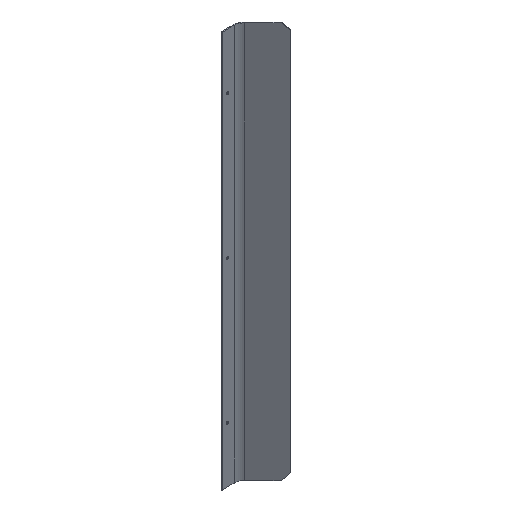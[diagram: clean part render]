
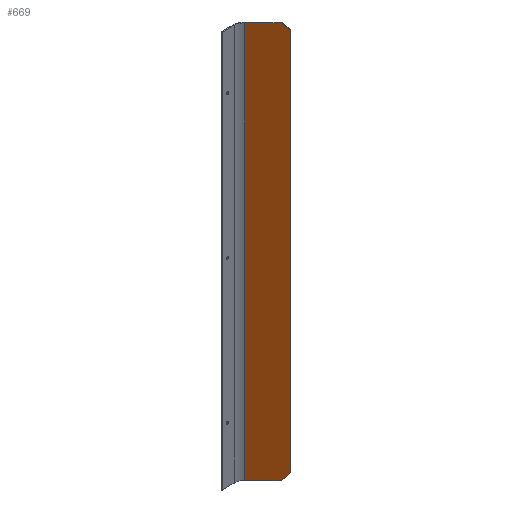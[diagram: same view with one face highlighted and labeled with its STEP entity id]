
A CAD part, isometric view. The second image highlights one B-rep face of the part: STEP entity #669.
In plain terms, the highlighted planar face has unit normal (-0.707, -0.707, 0).
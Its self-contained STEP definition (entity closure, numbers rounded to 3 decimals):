
#16=DIRECTION('',(0.707,-0.707,0.));
#17=VECTOR('',#16,74.279);
#18=CARTESIAN_POINT('',(56.213,-8.787,0.));
#19=LINE('',#18,#17);
#181=DIRECTION('',(0.707,-0.707,0.));
#182=VECTOR('',#181,74.279);
#183=CARTESIAN_POINT('',(56.213,-8.787,1140.));
#184=LINE('',#183,#182);
#226=DIRECTION('',(0.,0.,-1.));
#227=VECTOR('',#226,1102.);
#228=CARTESIAN_POINT('',(122.172,-74.745,1121.));
#229=LINE('',#228,#227);
#230=DIRECTION('',(0.5,-0.5,0.707));
#231=VECTOR('',#230,26.87);
#232=CARTESIAN_POINT('',(108.737,-61.31,0.));
#233=LINE('',#232,#231);
#234=DIRECTION('',(0.,0.,1.));
#235=VECTOR('',#234,1140.);
#236=CARTESIAN_POINT('',(56.213,-8.787,0.));
#237=LINE('',#236,#235);
#238=DIRECTION('',(-0.5,0.5,0.707));
#239=VECTOR('',#238,26.87);
#240=CARTESIAN_POINT('',(122.172,-74.745,1121.));
#241=LINE('',#240,#239);
#287=CARTESIAN_POINT('',(56.213,-8.787,0.));
#289=VERTEX_POINT('',#287);
#291=CARTESIAN_POINT('',(56.213,-8.787,1140.));
#293=VERTEX_POINT('',#291);
#302=CARTESIAN_POINT('',(122.172,-74.745,1121.));
#303=CARTESIAN_POINT('',(122.172,-74.745,19.));
#304=VERTEX_POINT('',#302);
#305=VERTEX_POINT('',#303);
#334=CARTESIAN_POINT('',(108.737,-61.31,1140.));
#336=VERTEX_POINT('',#334);
#339=CARTESIAN_POINT('',(108.737,-61.31,0.));
#341=VERTEX_POINT('',#339);
#653=CARTESIAN_POINT('',(56.213,-8.787,0.));
#654=DIRECTION('',(-0.707,-0.707,0.));
#655=DIRECTION('',(0.707,-0.707,0.));
#656=AXIS2_PLACEMENT_3D('',#653,#654,#655);
#657=PLANE('',#656);
#658=ORIENTED_EDGE('',*,*,#643,.T.);
#660=ORIENTED_EDGE('',*,*,#659,.F.);
#661=ORIENTED_EDGE('',*,*,#353,.F.);
#663=ORIENTED_EDGE('',*,*,#662,.T.);
#664=ORIENTED_EDGE('',*,*,#570,.T.);
#666=ORIENTED_EDGE('',*,*,#665,.F.);
#667=EDGE_LOOP('',(#658,#660,#661,#663,#664,#666));
#668=FACE_OUTER_BOUND('',#667,.F.);
#669=ADVANCED_FACE('',(#668),#657,.T.);
#353=EDGE_CURVE('',#289,#341,#19,.T.);
#570=EDGE_CURVE('',#293,#336,#184,.T.);
#643=EDGE_CURVE('',#304,#305,#229,.T.);
#659=EDGE_CURVE('',#341,#305,#233,.T.);
#662=EDGE_CURVE('',#289,#293,#237,.T.);
#665=EDGE_CURVE('',#304,#336,#241,.T.);
